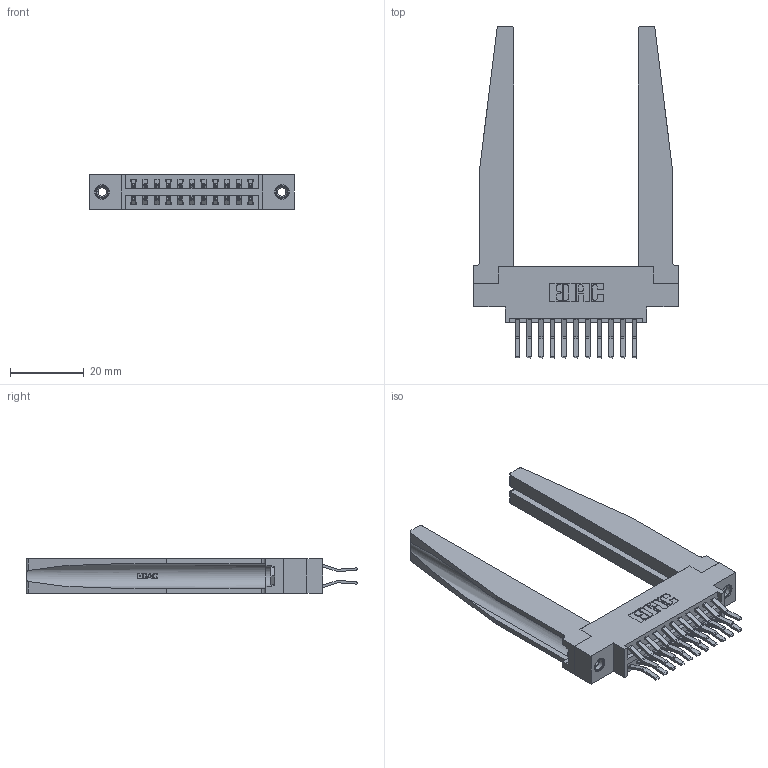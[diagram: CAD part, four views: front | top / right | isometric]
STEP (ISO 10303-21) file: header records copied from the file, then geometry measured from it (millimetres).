
FILE_DESCRIPTION (( 'STEP AP203' ), '1' );
FILE_NAME ('346-022-560-878.STEP', '2022-05-18T22:30:16', ( '' ), ( '' ), 'SwSTEP 2.0', 'SolidWorks 2020', '' );
FILE_SCHEMA (( 'CONFIG_CONTROL_DESIGN' ));
Length unit declared in the file: inch
Products named in the file (5): 345-292-001_560 Tail; 346-022-560-878; 345-250-001_345-250-001-102; 346-220-078_345-220-078; 346 Part_0.170 Offset - 0.156 Dia-TH
Assembly tree (27 placements, depth 2):
  346-022-560-878
    346 Part_0.170 Offset - 0.156 Dia-TH
    345-292-001_560 Tail  x22
    346-220-078_345-220-078  x2
    345-250-001_345-250-001-102  x2
Bounding box: 55.5 x 90.05 x 9.4 mm (x, y, z)
Volume: 12051.4 mm3; surface area: 13718 mm2
Topology: 27 solids, 27 shells, 1562 faces, 4527 edges, 2978 vertices
Faces by surface type: plane 1006, cylinder 504, bspline 36, cone 12, torus 4
Entity records: 16736 total; most frequent: CARTESIAN_POINT 3745, ORIENTED_EDGE 2566, DIRECTION 2341, EDGE_CURVE 1283, VECTOR 1009, LINE 1009, VERTEX_POINT 848, AXIS2_PLACEMENT_3D 666
